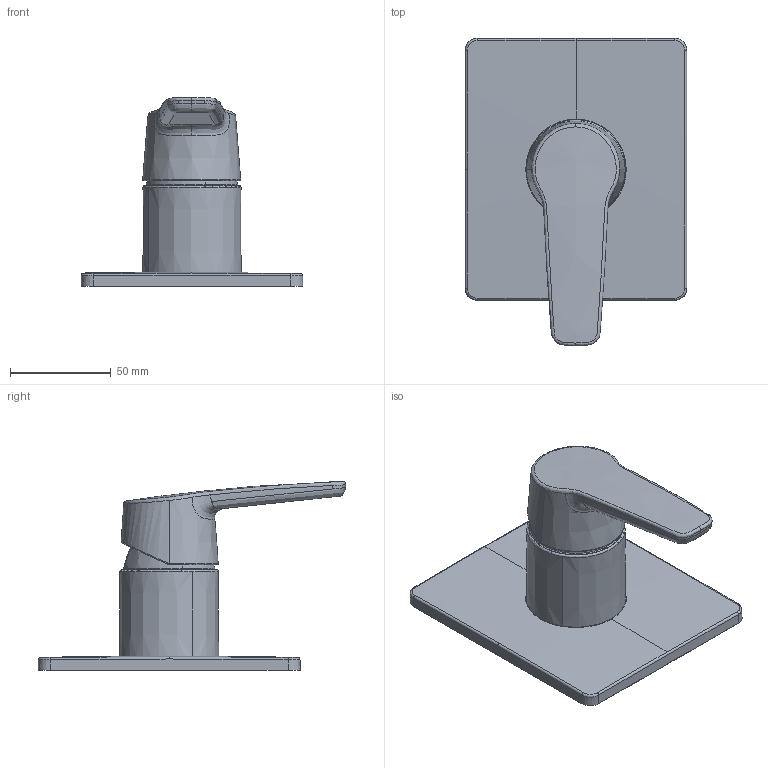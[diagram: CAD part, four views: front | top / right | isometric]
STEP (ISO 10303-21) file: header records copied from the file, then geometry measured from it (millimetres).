
FILE_DESCRIPTION (( 'STEP AP203' ), '1' );
FILE_NAME ('3985+50619193.STEP', '2018-06-07T06:16:35', ( '' ), ( '' ), 'SwSTEP 2.0', 'SolidWorks 2016', '' );
FILE_SCHEMA (( 'CONFIG_CONTROL_DESIGN' ));
Length unit declared in the file: millimetre
Products named in the file (1): 3985+50619193
Bounding box: 110 x 152.68 x 93.7 mm (x, y, z)
Volume: 251873.1 mm3; surface area: 47490.7 mm2
Topology: 1 solids, 1 shells, 79 faces, 213 edges, 138 vertices
Faces by surface type: bspline 39, torus 12, cylinder 10, plane 9, cone 7, sphere 2
Entity records: 12353 total; most frequent: CARTESIAN_POINT 10614, ORIENTED_EDGE 426, DIRECTION 246, EDGE_CURVE 213, VERTEX_POINT 138, AXIS2_PLACEMENT_3D 109, B_SPLINE_CURVE_WITH_KNOTS 108, EDGE_LOOP 81
